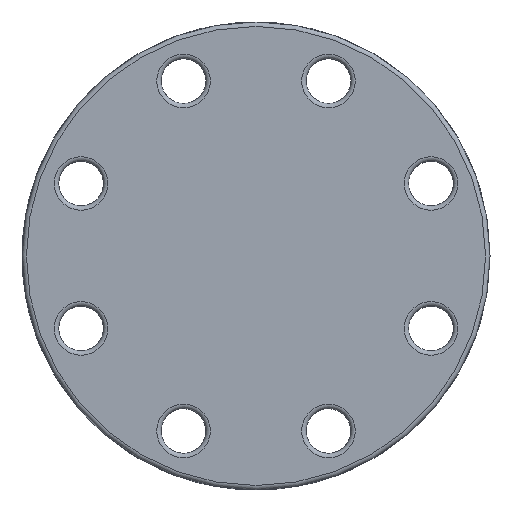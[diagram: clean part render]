
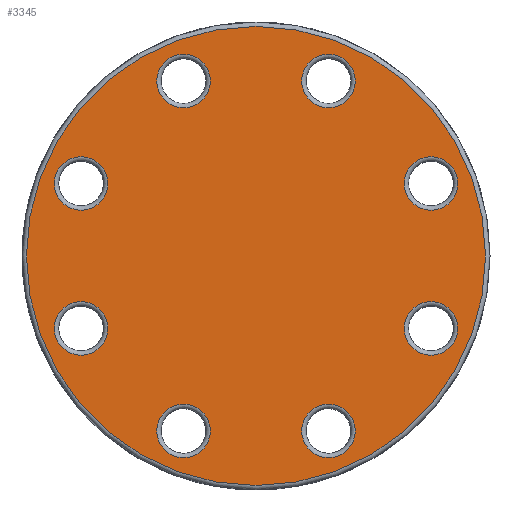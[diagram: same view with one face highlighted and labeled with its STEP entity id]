
A CAD part, top view. The second image highlights one B-rep face of the part: STEP entity #3345.
In plain terms, the highlighted planar face has unit normal (0, 0, 1).
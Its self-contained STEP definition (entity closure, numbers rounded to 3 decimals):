
#16=FACE_BOUND('',#1116,.T.);
#17=FACE_BOUND('',#1117,.T.);
#18=FACE_BOUND('',#1118,.T.);
#19=FACE_BOUND('',#1119,.T.);
#20=FACE_BOUND('',#1120,.T.);
#21=FACE_BOUND('',#1121,.T.);
#22=FACE_BOUND('',#1122,.T.);
#23=FACE_BOUND('',#1123,.T.);
#122=PLANE('',#3803);
#889=FACE_OUTER_BOUND('',#1115,.T.);
#1115=EDGE_LOOP('',(#3052));
#1116=EDGE_LOOP('',(#3053));
#1117=EDGE_LOOP('',(#3054));
#1118=EDGE_LOOP('',(#3055));
#1119=EDGE_LOOP('',(#3056));
#1120=EDGE_LOOP('',(#3057));
#1121=EDGE_LOOP('',(#3058));
#1122=EDGE_LOOP('',(#3059));
#1123=EDGE_LOOP('',(#3060));
#1345=CIRCLE('',#3801,25.716);
#1347=CIRCLE('',#3804,3.);
#1348=CIRCLE('',#3805,3.);
#1349=CIRCLE('',#3806,3.);
#1350=CIRCLE('',#3807,3.);
#1351=CIRCLE('',#3808,3.);
#1352=CIRCLE('',#3809,3.);
#1353=CIRCLE('',#3810,3.);
#1354=CIRCLE('',#3811,3.);
#1618=VERTEX_POINT('',#7249);
#1619=VERTEX_POINT('',#7253);
#1620=VERTEX_POINT('',#7255);
#1621=VERTEX_POINT('',#7257);
#1622=VERTEX_POINT('',#7259);
#1623=VERTEX_POINT('',#7261);
#1624=VERTEX_POINT('',#7263);
#1625=VERTEX_POINT('',#7265);
#1626=VERTEX_POINT('',#7267);
#2101=EDGE_CURVE('',#1618,#1618,#1345,.T.);
#2103=EDGE_CURVE('',#1619,#1619,#1347,.T.);
#2104=EDGE_CURVE('',#1620,#1620,#1348,.T.);
#2105=EDGE_CURVE('',#1621,#1621,#1349,.T.);
#2106=EDGE_CURVE('',#1622,#1622,#1350,.T.);
#2107=EDGE_CURVE('',#1623,#1623,#1351,.T.);
#2108=EDGE_CURVE('',#1624,#1624,#1352,.T.);
#2109=EDGE_CURVE('',#1625,#1625,#1353,.T.);
#2110=EDGE_CURVE('',#1626,#1626,#1354,.T.);
#3052=ORIENTED_EDGE('',*,*,#2101,.F.);
#3053=ORIENTED_EDGE('',*,*,#2103,.F.);
#3054=ORIENTED_EDGE('',*,*,#2104,.F.);
#3055=ORIENTED_EDGE('',*,*,#2105,.F.);
#3056=ORIENTED_EDGE('',*,*,#2106,.F.);
#3057=ORIENTED_EDGE('',*,*,#2107,.F.);
#3058=ORIENTED_EDGE('',*,*,#2108,.F.);
#3059=ORIENTED_EDGE('',*,*,#2109,.F.);
#3060=ORIENTED_EDGE('',*,*,#2110,.F.);
#3345=ADVANCED_FACE('',(#889,#16,#17,#18,#19,#20,#21,#22,#23),#122,.T.);
#3801=AXIS2_PLACEMENT_3D('',#7250,#4875,#4876);
#3803=AXIS2_PLACEMENT_3D('',#7252,#4879,#4880);
#3804=AXIS2_PLACEMENT_3D('',#7254,#4881,#4882);
#3805=AXIS2_PLACEMENT_3D('',#7256,#4883,#4884);
#3806=AXIS2_PLACEMENT_3D('',#7258,#4885,#4886);
#3807=AXIS2_PLACEMENT_3D('',#7260,#4887,#4888);
#3808=AXIS2_PLACEMENT_3D('',#7262,#4889,#4890);
#3809=AXIS2_PLACEMENT_3D('',#7264,#4891,#4892);
#3810=AXIS2_PLACEMENT_3D('',#7266,#4893,#4894);
#3811=AXIS2_PLACEMENT_3D('',#7268,#4895,#4896);
#4875=DIRECTION('center_axis',(0.,0.,-1.));
#4876=DIRECTION('ref_axis',(-1.,0.,0.));
#4879=DIRECTION('center_axis',(0.,0.,1.));
#4880=DIRECTION('ref_axis',(1.,0.,0.));
#4881=DIRECTION('center_axis',(0.,0.,1.));
#4882=DIRECTION('ref_axis',(-1.,0.,0.));
#4883=DIRECTION('center_axis',(0.,0.,1.));
#4884=DIRECTION('ref_axis',(-1.,0.,0.));
#4885=DIRECTION('center_axis',(0.,0.,1.));
#4886=DIRECTION('ref_axis',(-1.,0.,0.));
#4887=DIRECTION('center_axis',(0.,0.,1.));
#4888=DIRECTION('ref_axis',(-1.,0.,0.));
#4889=DIRECTION('center_axis',(0.,0.,1.));
#4890=DIRECTION('ref_axis',(-1.,0.,0.));
#4891=DIRECTION('center_axis',(0.,0.,1.));
#4892=DIRECTION('ref_axis',(-1.,0.,0.));
#4893=DIRECTION('center_axis',(0.,0.,1.));
#4894=DIRECTION('ref_axis',(-1.,0.,0.));
#4895=DIRECTION('center_axis',(0.,0.,1.));
#4896=DIRECTION('ref_axis',(-1.,0.,0.));
#7249=CARTESIAN_POINT('',(-25.716,0.,50.));
#7250=CARTESIAN_POINT('Origin',(0.,0.,50.));
#7252=CARTESIAN_POINT('Origin',(0.,0.,50.));
#7253=CARTESIAN_POINT('',(-16.601,8.119,50.));
#7254=CARTESIAN_POINT('Origin',(-19.601,8.119,50.));
#7255=CARTESIAN_POINT('',(-5.119,-19.601,50.));
#7256=CARTESIAN_POINT('Origin',(-8.119,-19.601,50.));
#7257=CARTESIAN_POINT('',(22.601,-8.119,50.));
#7258=CARTESIAN_POINT('Origin',(19.601,-8.119,50.));
#7259=CARTESIAN_POINT('',(11.119,19.601,50.));
#7260=CARTESIAN_POINT('Origin',(8.119,19.601,50.));
#7261=CARTESIAN_POINT('',(-5.119,19.601,50.));
#7262=CARTESIAN_POINT('Origin',(-8.119,19.601,50.));
#7263=CARTESIAN_POINT('',(22.601,8.119,50.));
#7264=CARTESIAN_POINT('Origin',(19.601,8.119,50.));
#7265=CARTESIAN_POINT('',(11.119,-19.601,50.));
#7266=CARTESIAN_POINT('Origin',(8.119,-19.601,50.));
#7267=CARTESIAN_POINT('',(-16.601,-8.119,50.));
#7268=CARTESIAN_POINT('Origin',(-19.601,-8.119,50.));
